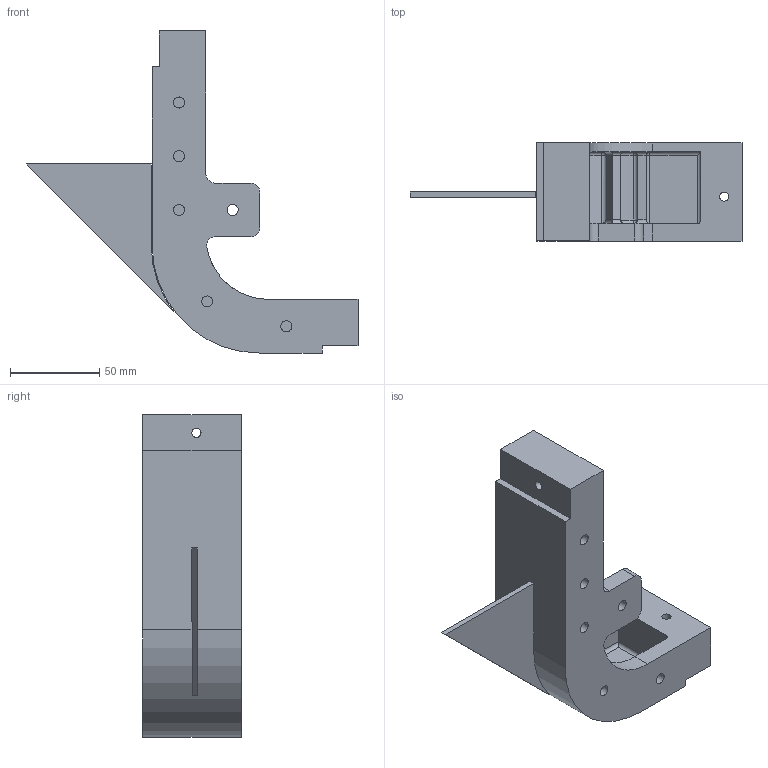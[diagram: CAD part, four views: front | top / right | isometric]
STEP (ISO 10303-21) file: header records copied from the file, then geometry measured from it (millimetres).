
FILE_DESCRIPTION(/* description */ (''),/* implementation_level */ '2;1');
FILE_NAME(/* name */ '',/* time_stamp */ '2025-10-01T20:00:57+03:00',/* author */ ('I9232'),/* organization */ (''),/* preprocessor_version */ 'ST-DEVELOPER v19.2',/* originating_system */ 'Autodesk Inventor 2023',/* authorisation */ '');
FILE_SCHEMA (('AUTOMOTIVE_DESIGN { 1 0 10303 214 3 1 1 }'));
Length unit declared in the file: millimetre
Products named in the file (1): Столб_версия_
2.0
Bounding box: 185.5 x 55 x 180 mm (x, y, z)
Volume: 226215.6 mm3; surface area: 71378 mm2
Topology: 2 solids, 2 shells, 147 faces, 343 edges, 200 vertices
Faces by surface type: cylinder 78, plane 47, sphere 17, torus 5
Full cylindrical faces by diameter (mm): 5.1 x2, 6.1 x1, 6.2 x5
Entity records: 4199 total; most frequent: DIRECTION 775, CARTESIAN_POINT 691, ORIENTED_EDGE 686, EDGE_CURVE 343, AXIS2_PLACEMENT_3D 284, LINE 207, VECTOR 207, VERTEX_POINT 200
